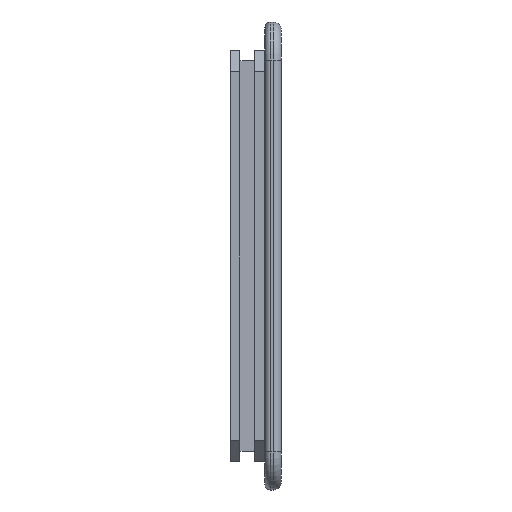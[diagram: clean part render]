
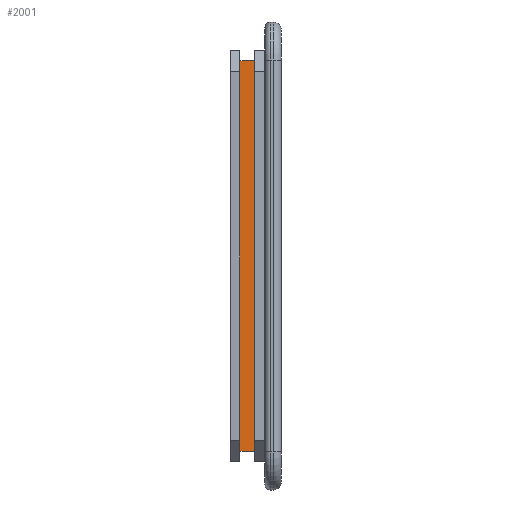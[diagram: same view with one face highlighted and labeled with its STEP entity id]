
A CAD part, left-side view. The second image highlights one B-rep face of the part: STEP entity #2001.
In plain terms, the highlighted planar face has unit normal (-1, 0, 0).
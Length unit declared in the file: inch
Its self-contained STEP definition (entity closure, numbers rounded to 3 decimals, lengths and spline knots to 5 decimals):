
#225 = VECTOR ( 'NONE', #483, 39.37008 ) ;
#238 = VERTEX_POINT ( 'NONE', #2600 ) ;
#247 = CARTESIAN_POINT ( 'NONE',  ( 0.0715, 0.049, -0.7885 ) ) ;
#316 = VECTOR ( 'NONE', #951, 39.37008 ) ;
#481 = EDGE_CURVE ( 'NONE', #969, #2516, #953, .T. ) ;
#483 = DIRECTION ( 'NONE',  ( 0., 1., 0. ) ) ;
#506 = DIRECTION ( 'NONE',  ( 0., 0., 1. ) ) ;
#661 = LINE ( 'NONE', #1690, #316 ) ;
#740 = DIRECTION ( 'NONE',  ( 0., 0., 1. ) ) ;
#938 = CARTESIAN_POINT ( 'NONE',  ( 0.0715, 0.049, -0.7885 ) ) ;
#951 = DIRECTION ( 'NONE',  ( 0., 0., 1. ) ) ;
#953 = LINE ( 'NONE', #2781, #225 ) ;
#969 = VERTEX_POINT ( 'NONE', #3181 ) ;
#1003 = LINE ( 'NONE', #1487, #1988 ) ;
#1082 = CARTESIAN_POINT ( 'NONE',  ( 0.0715, 0.049, -0.7885 ) ) ;
#1127 = AXIS2_PLACEMENT_3D ( 'NONE', #1082, #1871, #506 ) ;
#1407 = EDGE_CURVE ( 'NONE', #238, #2516, #1003, .T. ) ;
#1487 = CARTESIAN_POINT ( 'NONE',  ( 0.0715, 0.076, -0.7885 ) ) ;
#1599 = DIRECTION ( 'NONE',  ( 0., 1., 0. ) ) ;
#1690 = CARTESIAN_POINT ( 'NONE',  ( 0.0715, 0.049, -0.7885 ) ) ;
#1768 = FACE_OUTER_BOUND ( 'NONE', #3252, .T. ) ;
#1841 = ORIENTED_EDGE ( 'NONE', *, *, #2858, .F. ) ;
#1848 = LINE ( 'NONE', #247, #3244 ) ;
#1871 = DIRECTION ( 'NONE',  ( -1., 0., 0. ) ) ;
#1900 = ORIENTED_EDGE ( 'NONE', *, *, #481, .T. ) ;
#1988 = VECTOR ( 'NONE', #740, 39.37008 ) ;
#2001 = ADVANCED_FACE ( 'NONE', ( #1768 ), #2538, .T. ) ;
#2019 = ORIENTED_EDGE ( 'NONE', *, *, #3237, .T. ) ;
#2022 = CARTESIAN_POINT ( 'NONE',  ( 0.0715, 0.076, -0.0715 ) ) ;
#2259 = ORIENTED_EDGE ( 'NONE', *, *, #1407, .F. ) ;
#2516 = VERTEX_POINT ( 'NONE', #2022 ) ;
#2538 = PLANE ( 'NONE',  #1127 ) ;
#2600 = CARTESIAN_POINT ( 'NONE',  ( 0.0715, 0.076, -0.7885 ) ) ;
#2781 = CARTESIAN_POINT ( 'NONE',  ( 0.0715, 0.049, -0.0715 ) ) ;
#2858 = EDGE_CURVE ( 'NONE', #2969, #238, #1848, .T. ) ;
#2969 = VERTEX_POINT ( 'NONE', #938 ) ;
#3181 = CARTESIAN_POINT ( 'NONE',  ( 0.0715, 0.049, -0.0715 ) ) ;
#3237 = EDGE_CURVE ( 'NONE', #2969, #969, #661, .T. ) ;
#3244 = VECTOR ( 'NONE', #1599, 39.37008 ) ;
#3252 = EDGE_LOOP ( 'NONE', ( #2259, #1841, #2019, #1900 ) ) ;
